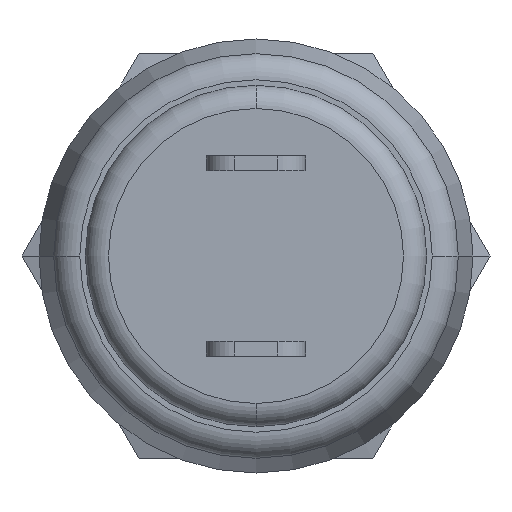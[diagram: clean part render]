
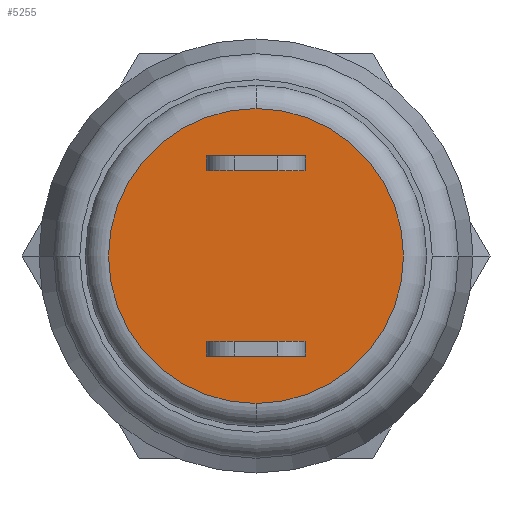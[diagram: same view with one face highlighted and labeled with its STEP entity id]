
A CAD part, front view. The second image highlights one B-rep face of the part: STEP entity #5255.
In plain terms, the highlighted planar face has unit normal (0, -1, 0).
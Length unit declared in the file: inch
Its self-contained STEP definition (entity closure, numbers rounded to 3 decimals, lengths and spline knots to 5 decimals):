
#1723=CARTESIAN_POINT('',(0.,-0.499,0.));
#1724=DIRECTION('',(0.,-1.,0.));
#1725=DIRECTION('',(0.,0.,1.));
#1726=AXIS2_PLACEMENT_3D('',#1723,#1724,#1725);
#1728=CARTESIAN_POINT('',(0.,-0.499,0.));
#1729=DIRECTION('',(0.,-1.,0.));
#1730=DIRECTION('',(0.,0.,-1.));
#1731=AXIS2_PLACEMENT_3D('',#1728,#1729,#1730);
#1733=DIRECTION('',(1.,0.,0.));
#1734=VECTOR('',#1733,0.107);
#1735=CARTESIAN_POINT('',(-0.0535,-0.499,0.10795));
#1736=LINE('',#1735,#1734);
#1737=DIRECTION('',(0.,0.,1.));
#1738=VECTOR('',#1737,0.0159);
#1739=CARTESIAN_POINT('',(-0.0535,-0.499,0.09205));
#1740=LINE('',#1739,#1738);
#1741=DIRECTION('',(1.,0.,0.));
#1742=VECTOR('',#1741,0.107);
#1743=CARTESIAN_POINT('',(-0.0535,-0.499,0.09205));
#1744=LINE('',#1743,#1742);
#1745=DIRECTION('',(0.,0.,1.));
#1746=VECTOR('',#1745,0.0159);
#1747=CARTESIAN_POINT('',(0.0535,-0.499,0.09205));
#1748=LINE('',#1747,#1746);
#1749=DIRECTION('',(1.,0.,0.));
#1750=VECTOR('',#1749,0.107);
#1751=CARTESIAN_POINT('',(-0.0535,-0.499,-0.10795));
#1752=LINE('',#1751,#1750);
#1753=DIRECTION('',(0.,0.,-1.));
#1754=VECTOR('',#1753,0.0159);
#1755=CARTESIAN_POINT('',(0.0535,-0.499,-0.09205));
#1756=LINE('',#1755,#1754);
#1757=DIRECTION('',(1.,0.,0.));
#1758=VECTOR('',#1757,0.107);
#1759=CARTESIAN_POINT('',(-0.0535,-0.499,-0.09205));
#1760=LINE('',#1759,#1758);
#1761=DIRECTION('',(0.,0.,-1.));
#1762=VECTOR('',#1761,0.0159);
#1763=CARTESIAN_POINT('',(-0.0535,-0.499,-0.09205));
#1764=LINE('',#1763,#1762);
#2152=CARTESIAN_POINT('',(0.,-0.499,0.159));
#2153=CARTESIAN_POINT('',(0.,-0.499,-0.159));
#2154=VERTEX_POINT('',#2152);
#2155=VERTEX_POINT('',#2153);
#2218=CARTESIAN_POINT('',(-0.0535,-0.499,0.10795));
#2219=CARTESIAN_POINT('',(0.0535,-0.499,0.10795));
#2220=VERTEX_POINT('',#2218);
#2221=VERTEX_POINT('',#2219);
#2222=CARTESIAN_POINT('',(-0.0535,-0.499,0.09205));
#2223=CARTESIAN_POINT('',(0.0535,-0.499,0.09205));
#2224=VERTEX_POINT('',#2222);
#2225=VERTEX_POINT('',#2223);
#2278=CARTESIAN_POINT('',(-0.0535,-0.499,-0.10795));
#2279=VERTEX_POINT('',#2278);
#2280=CARTESIAN_POINT('',(0.0535,-0.499,-0.10795));
#2281=VERTEX_POINT('',#2280);
#2282=CARTESIAN_POINT('',(-0.0535,-0.499,-0.09205));
#2283=VERTEX_POINT('',#2282);
#2284=CARTESIAN_POINT('',(0.0535,-0.499,-0.09205));
#2285=VERTEX_POINT('',#2284);
#5225=CARTESIAN_POINT('',(0.,-0.499,0.));
#5226=DIRECTION('',(0.,-1.,0.));
#5227=DIRECTION('',(0.,0.,-1.));
#5228=AXIS2_PLACEMENT_3D('',#5225,#5226,#5227);
#5229=PLANE('',#5228);
#5231=ORIENTED_EDGE('',*,*,#5230,.F.);
#5232=ORIENTED_EDGE('',*,*,#5215,.F.);
#5233=EDGE_LOOP('',(#5231,#5232));
#5234=FACE_OUTER_BOUND('',#5233,.F.);
#5236=ORIENTED_EDGE('',*,*,#5235,.F.);
#5238=ORIENTED_EDGE('',*,*,#5237,.F.);
#5240=ORIENTED_EDGE('',*,*,#5239,.T.);
#5242=ORIENTED_EDGE('',*,*,#5241,.T.);
#5243=EDGE_LOOP('',(#5236,#5238,#5240,#5242));
#5244=FACE_BOUND('',#5243,.F.);
#5246=ORIENTED_EDGE('',*,*,#5245,.T.);
#5248=ORIENTED_EDGE('',*,*,#5247,.F.);
#5250=ORIENTED_EDGE('',*,*,#5249,.F.);
#5252=ORIENTED_EDGE('',*,*,#5251,.T.);
#5253=EDGE_LOOP('',(#5246,#5248,#5250,#5252));
#5254=FACE_BOUND('',#5253,.F.);
#5255=ADVANCED_FACE('',(#5234,#5244,#5254),#5229,.T.);
#1727=CIRCLE('',#1726,0.159);
#1732=CIRCLE('',#1731,0.159);
#5215=EDGE_CURVE('',#2155,#2154,#1732,.T.);
#5230=EDGE_CURVE('',#2154,#2155,#1727,.T.);
#5235=EDGE_CURVE('',#2220,#2221,#1736,.T.);
#5237=EDGE_CURVE('',#2224,#2220,#1740,.T.);
#5239=EDGE_CURVE('',#2224,#2225,#1744,.T.);
#5241=EDGE_CURVE('',#2225,#2221,#1748,.T.);
#5245=EDGE_CURVE('',#2279,#2281,#1752,.T.);
#5247=EDGE_CURVE('',#2285,#2281,#1756,.T.);
#5249=EDGE_CURVE('',#2283,#2285,#1760,.T.);
#5251=EDGE_CURVE('',#2283,#2279,#1764,.T.);
